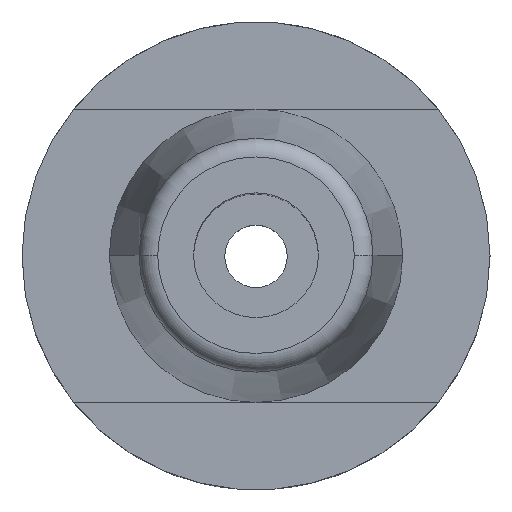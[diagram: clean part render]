
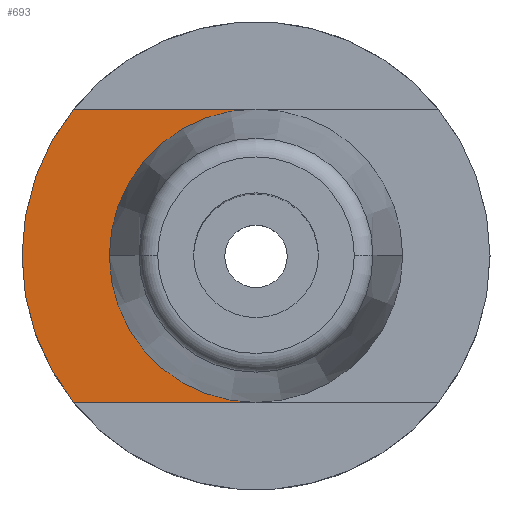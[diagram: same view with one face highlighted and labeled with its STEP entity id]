
A CAD part, top view. The second image highlights one B-rep face of the part: STEP entity #693.
In plain terms, the highlighted planar face has unit normal (0, 0, 1).
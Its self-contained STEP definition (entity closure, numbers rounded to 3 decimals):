
#20 = AXIS2_PLACEMENT_3D ( 'NONE', #2165, #1127, #108 ) ;
#61 = AXIS2_PLACEMENT_3D ( 'NONE', #1441, #418, #1628 ) ;
#75 = LINE ( 'NONE', #1503, #1221 ) ;
#108 = DIRECTION ( 'NONE',  ( 1., 0., 0. ) ) ;
#119 = DIRECTION ( 'NONE',  ( 1., 0., 0. ) ) ;
#122 = CARTESIAN_POINT ( 'NONE',  ( 0., 2.35, 7.4 ) ) ;
#196 = CARTESIAN_POINT ( 'NONE',  ( -2.35, 0., 7.4 ) ) ;
#218 = AXIS2_PLACEMENT_3D ( 'NONE', #1904, #846, #2052 ) ;
#243 = DIRECTION ( 'NONE',  ( 0., 0., 1. ) ) ;
#245 = CIRCLE ( 'NONE', #61, 2.35 ) ;
#290 = ORIENTED_EDGE ( 'NONE', *, *, #590, .T. ) ;
#296 = CARTESIAN_POINT ( 'NONE',  ( -2.922, 2.35, 7.4 ) ) ;
#324 = VERTEX_POINT ( 'NONE', #1763 ) ;
#390 = ORIENTED_EDGE ( 'NONE', *, *, #2205, .F. ) ;
#398 = EDGE_CURVE ( 'NONE', #2095, #726, #75, .T. ) ;
#418 = DIRECTION ( 'NONE',  ( 0., 0., 1. ) ) ;
#494 = ORIENTED_EDGE ( 'NONE', *, *, #1803, .T. ) ;
#540 = AXIS2_PLACEMENT_3D ( 'NONE', #1249, #243, #1446 ) ;
#590 = EDGE_CURVE ( 'NONE', #1059, #700, #1011, .T. ) ;
#673 = ORIENTED_EDGE ( 'NONE', *, *, #1761, .F. ) ;
#693 = ADVANCED_FACE ( 'NONE', ( #1307 ), #1478, .T. ) ;
#700 = VERTEX_POINT ( 'NONE', #1577 ) ;
#726 = VERTEX_POINT ( 'NONE', #122 ) ;
#846 = DIRECTION ( 'NONE',  ( 0., 0., 1. ) ) ;
#889 = AXIS2_PLACEMENT_3D ( 'NONE', #1674, #1499, #119 ) ;
#1011 = LINE ( 'NONE', #1561, #1957 ) ;
#1059 = VERTEX_POINT ( 'NONE', #1271 ) ;
#1088 = ORIENTED_EDGE ( 'NONE', *, *, #398, .F. ) ;
#1127 = DIRECTION ( 'NONE',  ( 0., 0., 1. ) ) ;
#1202 = CIRCLE ( 'NONE', #218, 2.35 ) ;
#1221 = VECTOR ( 'NONE', #1950, 1000. ) ;
#1249 = CARTESIAN_POINT ( 'NONE',  ( 0., 0., 7.4 ) ) ;
#1271 = CARTESIAN_POINT ( 'NONE',  ( -2.922, -2.35, 7.4 ) ) ;
#1307 = FACE_OUTER_BOUND ( 'NONE', #1677, .T. ) ;
#1441 = CARTESIAN_POINT ( 'NONE',  ( 0., 0., 7.4 ) ) ;
#1446 = DIRECTION ( 'NONE',  ( 1., 0., 0. ) ) ;
#1478 = PLANE ( 'NONE',  #889 ) ;
#1499 = DIRECTION ( 'NONE',  ( 0., 0., 1. ) ) ;
#1503 = CARTESIAN_POINT ( 'NONE',  ( 0., 2.35, 7.4 ) ) ;
#1512 = CIRCLE ( 'NONE', #540, 3.75 ) ;
#1540 = ORIENTED_EDGE ( 'NONE', *, *, #1939, .T. ) ;
#1561 = CARTESIAN_POINT ( 'NONE',  ( 0., -2.35, 7.4 ) ) ;
#1577 = CARTESIAN_POINT ( 'NONE',  ( 0., -2.35, 7.4 ) ) ;
#1624 = DIRECTION ( 'NONE',  ( 1., 0., 0. ) ) ;
#1625 = VERTEX_POINT ( 'NONE', #196 ) ;
#1628 = DIRECTION ( 'NONE',  ( 1., 0., 0. ) ) ;
#1674 = CARTESIAN_POINT ( 'NONE',  ( 0., 0., 7.4 ) ) ;
#1677 = EDGE_LOOP ( 'NONE', ( #390, #1088, #494, #1540, #290, #673 ) ) ;
#1715 = CIRCLE ( 'NONE', #20, 3.75 ) ;
#1761 = EDGE_CURVE ( 'NONE', #1625, #700, #245, .T. ) ;
#1763 = CARTESIAN_POINT ( 'NONE',  ( -3.75, 0., 7.4 ) ) ;
#1803 = EDGE_CURVE ( 'NONE', #2095, #324, #1512, .T. ) ;
#1904 = CARTESIAN_POINT ( 'NONE',  ( 0., 0., 7.4 ) ) ;
#1939 = EDGE_CURVE ( 'NONE', #324, #1059, #1715, .T. ) ;
#1950 = DIRECTION ( 'NONE',  ( 1., 0., 0. ) ) ;
#1957 = VECTOR ( 'NONE', #1624, 1000. ) ;
#2052 = DIRECTION ( 'NONE',  ( 1., 0., 0. ) ) ;
#2095 = VERTEX_POINT ( 'NONE', #296 ) ;
#2165 = CARTESIAN_POINT ( 'NONE',  ( 0., 0., 7.4 ) ) ;
#2205 = EDGE_CURVE ( 'NONE', #726, #1625, #1202, .T. ) ;
